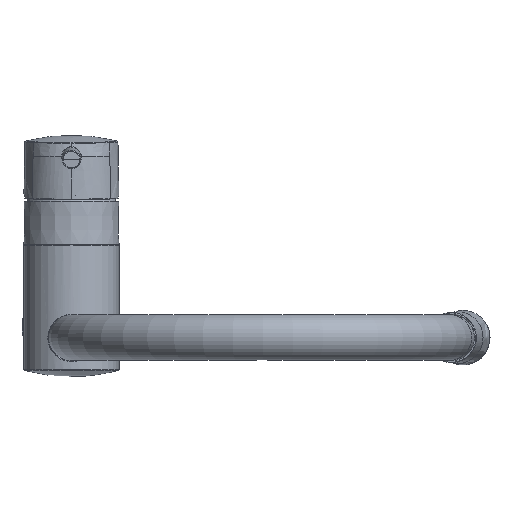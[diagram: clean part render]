
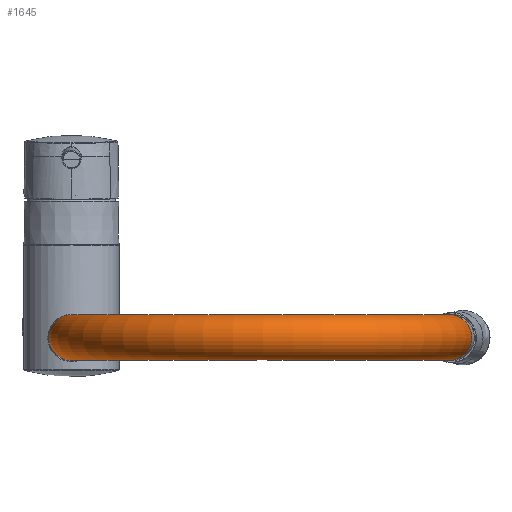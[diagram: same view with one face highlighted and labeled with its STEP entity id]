
A CAD part, top view. The second image highlights one B-rep face of the part: STEP entity #1645.
In plain terms, the highlighted toroidal (fillet/blend) face has major radius 104 mm and minor radius 12.4 mm.
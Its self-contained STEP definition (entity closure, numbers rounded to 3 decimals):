
#122=TOROIDAL_SURFACE('',#1865,104.,12.4);
#366=ORIENTED_EDGE('',*,*,#811,.F.);
#367=ORIENTED_EDGE('',*,*,#812,.T.);
#811=EDGE_CURVE('',#1074,#1074,#1258,.F.);
#812=EDGE_CURVE('',#1075,#1075,#1259,.F.);
#1074=VERTEX_POINT('',#2371);
#1075=VERTEX_POINT('',#2374);
#1258=CIRCLE('',#1864,12.4);
#1259=CIRCLE('',#1866,12.4);
#1344=EDGE_LOOP('',(#366));
#1345=EDGE_LOOP('',(#367));
#1495=FACE_BOUND('',#1344,.T.);
#1496=FACE_BOUND('',#1345,.T.);
#1645=ADVANCED_FACE('',(#1495,#1496),#122,.T.);
#1864=AXIS2_PLACEMENT_3D('',#2370,#2034,#2035);
#1865=AXIS2_PLACEMENT_3D('',#2372,#2036,#2037);
#1866=AXIS2_PLACEMENT_3D('',#2373,#2038,#2039);
#2034=DIRECTION('',(-0.174,0.,0.985));
#2035=DIRECTION('',(-0.985,0.,-0.174));
#2036=DIRECTION('',(0.,1.,0.));
#2037=DIRECTION('',(0.,0.,1.));
#2038=DIRECTION('',(0.,0.,-1.));
#2039=DIRECTION('',(1.,0.,0.));
#2370=CARTESIAN_POINT('',(206.42,-6.4,261.359));
#2371=CARTESIAN_POINT('',(194.208,-6.4,259.206));
#2372=CARTESIAN_POINT('',(104.,-6.4,243.3));
#2373=CARTESIAN_POINT('',(0.,-6.4,243.3));
#2374=CARTESIAN_POINT('',(12.4,-6.4,243.3));
